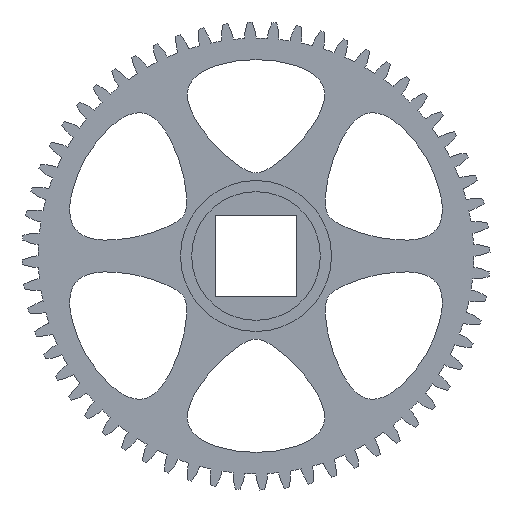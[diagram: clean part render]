
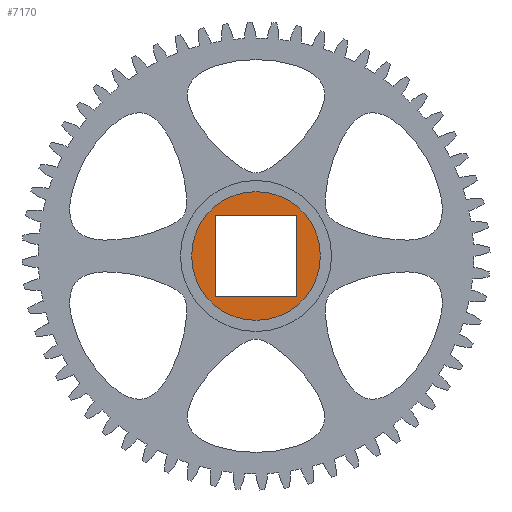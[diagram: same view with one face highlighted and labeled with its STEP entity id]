
A CAD part, left-side view. The second image highlights one B-rep face of the part: STEP entity #7170.
In plain terms, the highlighted planar face has unit normal (-1, 0, 0).
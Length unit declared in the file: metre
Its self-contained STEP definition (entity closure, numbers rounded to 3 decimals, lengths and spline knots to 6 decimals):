
#375=CIRCLE('',#7801,0.00866);
#380=PLANE('',#7800);
#764=LINE('',#15353,#1396);
#765=LINE('',#15356,#1397);
#766=LINE('',#15358,#1398);
#767=LINE('',#15360,#1399);
#1396=VECTOR('',#8799,1.);
#1397=VECTOR('',#8800,1.);
#1398=VECTOR('',#8801,1.);
#1399=VECTOR('',#8802,1.);
#2563=ORIENTED_EDGE('',*,*,#4813,.T.);
#2564=ORIENTED_EDGE('',*,*,#4814,.F.);
#2565=ORIENTED_EDGE('',*,*,#4815,.F.);
#2566=ORIENTED_EDGE('',*,*,#4816,.T.);
#2567=ORIENTED_EDGE('',*,*,#4817,.T.);
#4813=EDGE_CURVE('',#5943,#5944,#764,.T.);
#4814=EDGE_CURVE('',#5945,#5944,#765,.T.);
#4815=EDGE_CURVE('',#5946,#5945,#766,.T.);
#4816=EDGE_CURVE('',#5946,#5943,#767,.T.);
#4817=EDGE_CURVE('',#5947,#5947,#375,.T.);
#5943=VERTEX_POINT('',#15354);
#5944=VERTEX_POINT('',#15355);
#5945=VERTEX_POINT('',#15357);
#5946=VERTEX_POINT('',#15359);
#5947=VERTEX_POINT('',#15362);
#6244=EDGE_LOOP('',(#2563,#2564,#2565,#2566));
#6245=EDGE_LOOP('',(#2567));
#6648=FACE_BOUND('',#6244,.T.);
#6649=FACE_BOUND('',#6245,.T.);
#7170=ADVANCED_FACE('',(#6648,#6649),#380,.F.);
#7800=AXIS2_PLACEMENT_3D('',#15352,#8797,#8798);
#7801=AXIS2_PLACEMENT_3D('',#15361,#8803,#8804);
#8797=DIRECTION('',(1.,0.,0.));
#8798=DIRECTION('',(0.,1.,0.));
#8799=DIRECTION('',(0.,-1.,0.));
#8800=DIRECTION('',(0.,0.,1.));
#8801=DIRECTION('',(0.,-1.,0.));
#8802=DIRECTION('',(0.,0.,1.));
#8803=DIRECTION('',(-1.,0.,0.));
#8804=DIRECTION('',(0.,0.,1.));
#15352=CARTESIAN_POINT('',(0.,-0.00225,0.));
#15353=CARTESIAN_POINT('',(0.,0.,0.0055));
#15354=CARTESIAN_POINT('',(0.,0.0055,0.0055));
#15355=CARTESIAN_POINT('',(0.,-0.0055,0.0055));
#15356=CARTESIAN_POINT('',(0.,-0.0055,0.));
#15357=CARTESIAN_POINT('',(0.,-0.0055,-0.0055));
#15358=CARTESIAN_POINT('',(0.,0.,-0.0055));
#15359=CARTESIAN_POINT('',(0.,0.0055,-0.0055));
#15360=CARTESIAN_POINT('',(0.,0.0055,0.));
#15361=CARTESIAN_POINT('',(0.,0.,0.));
#15362=CARTESIAN_POINT('',(0.,0.,0.00866));
